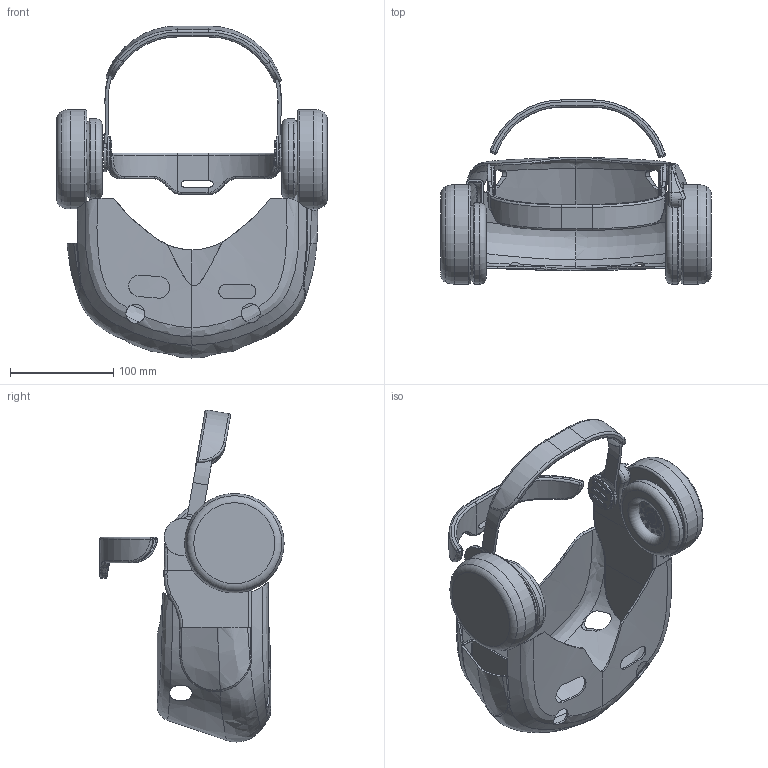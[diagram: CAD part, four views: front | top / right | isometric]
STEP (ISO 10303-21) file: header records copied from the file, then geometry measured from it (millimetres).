
FILE_DESCRIPTION(/* description */ (''),/* implementation_level */ '2;1');
FILE_NAME(/* name */ 'LSVE-VR Goggles Earphones Model 2.step',/* time_stamp */ '2020-10-28T09:28:08-05:00',/* author */ (''),/* organization */ (''),/* preprocessor_version */ 'ST-DEVELOPER v18.1',/* originating_system */ 'Autodesk Translation Framework v9.3.0.1241',/* authorisation */ '');
FILE_SCHEMA (('AUTOMOTIVE_DESIGN { 1 0 10303 214 3 1 1 }'));
Products named in the file (14): Head CAp 2; HeatsetFrame v10(Mirror); Coushion(Mirror); HeatsetFrame v10(Mirror)(Mirror); Coushion(Mirror)(Mirror); Component6; LSVE-Left Arm 2; LSVE-Right Arm 2; LSVE-Side Right Front; LSVE-Side Left Front; LSVE-Front Strap; LSVE-Back Strap; LSVE-Front Cover; LSVE-Side Left Back
Assembly tree (13 placements, depth 3):
  Head CAp 2
    HeatsetFrame v10(Mirror)
      Coushion(Mirror)
    HeatsetFrame v10(Mirror)(Mirror)
      Coushion(Mirror)(Mirror)
    Component6
      LSVE-Left Arm 2
      LSVE-Right Arm 2
    LSVE-Side Right Front
    LSVE-Side Left Front
    LSVE-Front Strap
    LSVE-Back Strap
    LSVE-Front Cover
    LSVE-Side Left Back
Bounding box: 262.26 x 178.69 x 322.04 mm (x, y, z)
Volume: 813160.8 mm3; surface area: 356213.1 mm2
Topology: 16 solids, 16 shells, 754 faces, 1957 edges, 1256 vertices
Faces by surface type: cylinder 278, plane 201, bspline 148, torus 93, cone 24, sphere 10
Full cylindrical faces by diameter (mm): 1.852 x8, 2.438 x8, 2.6 x16, 3.6 x26, 3.684 x8, 4.2 x24, 7.62 x4, 18.439 x2, 36 x2, 39.984 x2, 40 x2, 43 x2, 47.8 x2, 50.8 x2, 75 x2, 78.74 x2, 96.52 x2
Entity records: 40240 total; most frequent: CARTESIAN_POINT 22645, ORIENTED_EDGE 3914, DIRECTION 3010, EDGE_CURVE 1957, VERTEX_POINT 1256, AXIS2_PLACEMENT_3D 1249, EDGE_LOOP 941, B_SPLINE_CURVE_WITH_KNOTS 797
